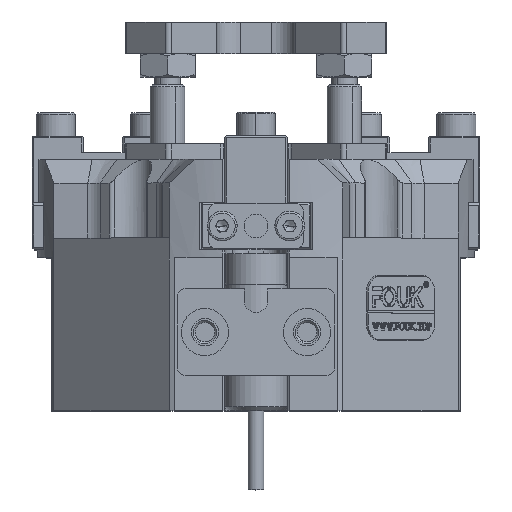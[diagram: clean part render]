
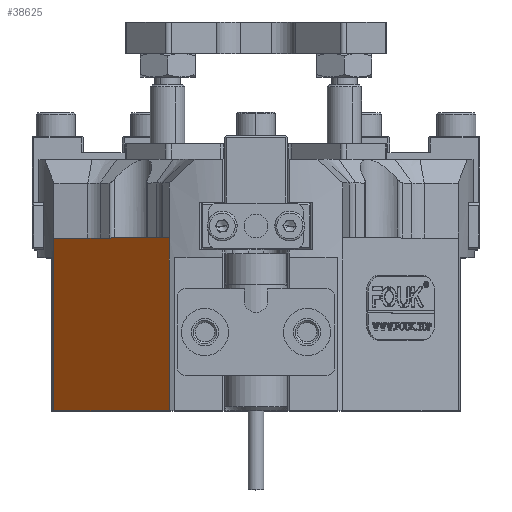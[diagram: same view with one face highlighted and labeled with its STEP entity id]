
A CAD part, top view. The second image highlights one B-rep face of the part: STEP entity #38625.
In plain terms, the highlighted planar face has unit normal (-0.707, 0, 0.707).
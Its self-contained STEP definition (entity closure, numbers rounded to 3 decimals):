
#1607 = VERTEX_POINT ( 'NONE', #14727 ) ;
#2494 = ORIENTED_EDGE ( 'NONE', *, *, #50127, .T. ) ;
#3181 = CARTESIAN_POINT ( 'NONE',  ( 47.591, 52.321, 133.598 ) ) ;
#5350 = VERTEX_POINT ( 'NONE', #12777 ) ;
#5708 = DIRECTION ( 'NONE',  ( -0.707, 0., 0.707 ) ) ;
#7157 = VECTOR ( 'NONE', #47485, 1000. ) ;
#7814 = LINE ( 'NONE', #46260, #7157 ) ;
#10431 = CARTESIAN_POINT ( 'NONE',  ( 47.324, 52.321, 133.331 ) ) ;
#12777 = CARTESIAN_POINT ( 'NONE',  ( 32.627, 30.321, 118.634 ) ) ;
#13628 = EDGE_CURVE ( 'NONE', #1607, #5350, #7814, .T. ) ;
#14727 = CARTESIAN_POINT ( 'NONE',  ( 32.627, 52.321, 118.634 ) ) ;
#18622 = VECTOR ( 'NONE', #21397, 1000. ) ;
#21397 = DIRECTION ( 'NONE',  ( 0., 1., 0. ) ) ;
#21651 = DIRECTION ( 'NONE',  ( -0.577, -0.577, -0.577 ) ) ;
#22434 = ORIENTED_EDGE ( 'NONE', *, *, #13628, .T. ) ;
#30239 = DIRECTION ( 'NONE',  ( -0.707, 0., -0.707 ) ) ;
#30467 = FACE_OUTER_BOUND ( 'NONE', #44920, .T. ) ;
#30498 = DIRECTION ( 'NONE',  ( -0.707, 0., -0.707 ) ) ;
#30975 = VECTOR ( 'NONE', #30239, 1000. ) ;
#31405 = VERTEX_POINT ( 'NONE', #33857 ) ;
#31619 = VERTEX_POINT ( 'NONE', #10431 ) ;
#31736 = AXIS2_PLACEMENT_3D ( 'NONE', #37658, #5708, #21651 ) ;
#33857 = CARTESIAN_POINT ( 'NONE',  ( 47.324, 30.321, 133.331 ) ) ;
#35316 = LINE ( 'NONE', #38188, #30975 ) ;
#36855 = PLANE ( 'NONE',  #31736 ) ;
#37167 = ORIENTED_EDGE ( 'NONE', *, *, #43843, .F. ) ;
#37658 = CARTESIAN_POINT ( 'NONE',  ( 47.591, 50.321, 133.598 ) ) ;
#38188 = CARTESIAN_POINT ( 'NONE',  ( 47.591, 30.321, 133.598 ) ) ;
#38625 = ADVANCED_FACE ( 'NONE', ( #30467 ), #36855, .T. ) ;
#41758 = CARTESIAN_POINT ( 'NONE',  ( 47.324, 50.321, 133.331 ) ) ;
#42661 = LINE ( 'NONE', #3181, #50663 ) ;
#43843 = EDGE_CURVE ( 'NONE', #31405, #5350, #35316, .T. ) ;
#43971 = ORIENTED_EDGE ( 'NONE', *, *, #44865, .T. ) ;
#44865 = EDGE_CURVE ( 'NONE', #31619, #1607, #42661, .T. ) ;
#44920 = EDGE_LOOP ( 'NONE', ( #43971, #22434, #37167, #2494 ) ) ;
#46260 = CARTESIAN_POINT ( 'NONE',  ( 32.627, 50.321, 118.634 ) ) ;
#47485 = DIRECTION ( 'NONE',  ( 0., -1., 0. ) ) ;
#49536 = LINE ( 'NONE', #41758, #18622 ) ;
#50127 = EDGE_CURVE ( 'NONE', #31405, #31619, #49536, .T. ) ;
#50663 = VECTOR ( 'NONE', #30498, 1000. ) ;
